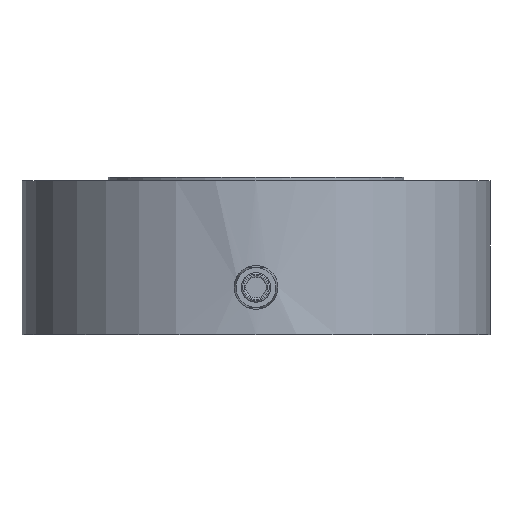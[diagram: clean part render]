
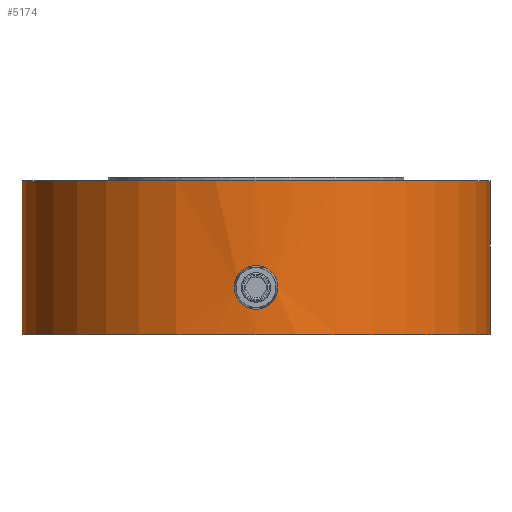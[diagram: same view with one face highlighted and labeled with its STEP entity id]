
A CAD part, front view. The second image highlights one B-rep face of the part: STEP entity #5174.
In plain terms, the highlighted cylindrical face has radius 37.846 mm (diameter 75.692 mm), a full revolution.
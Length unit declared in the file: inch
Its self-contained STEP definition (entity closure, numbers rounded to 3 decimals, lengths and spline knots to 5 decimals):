
#5091=CARTESIAN_POINT('',(4.08569,0.,-1.35363));
#5092=DIRECTION('',(0.0,0.0,-1.0));
#5093=DIRECTION('',(1.0,0.0,0.0));
#5094=AXIS2_PLACEMENT_3D('',#5091,#5092,#5093);
#5095=CYLINDRICAL_SURFACE('',#5094,1.49);
#5096=CARTESIAN_POINT('',(2.59569,0.,-0.86363));
#5097=VERTEX_POINT('',#5096);
#5098=CARTESIAN_POINT('',(4.08569,0.,-0.86363));
#5099=DIRECTION('',(0.0,0.0,-1.0));
#5100=DIRECTION('',(1.0,0.0,0.0));
#5101=AXIS2_PLACEMENT_3D('',#5098,#5099,#5100);
#5102=CIRCLE('',#5101,1.49);
#5103=EDGE_CURVE('',#5097,#5097,#5102,.T.);
#5104=ORIENTED_EDGE('',*,*,#5103,.T.);
#5105=EDGE_LOOP('',(#5104));
#5106=FACE_OUTER_BOUND('',#5105,.T.);
#5107=CARTESIAN_POINT('',(4.08569,-1.49,-1.41863));
#5108=VERTEX_POINT('',#5107);
#5109=CARTESIAN_POINT('',(4.08569,-1.49,-1.66863));
#5110=VERTEX_POINT('',#5109);
#5111=CARTESIAN_POINT('',(4.08569,-1.49,-1.41863));
#5112=CARTESIAN_POINT('',(4.0861,-1.49,-1.41866));
#5113=CARTESIAN_POINT('',(4.08651,-1.49,-1.4187));
#5114=CARTESIAN_POINT('',(4.10182,-1.48999,-1.4201));
#5115=CARTESIAN_POINT('',(4.11637,-1.48975,-1.42411));
#5116=CARTESIAN_POINT('',(4.1441,-1.48892,-1.43726));
#5117=CARTESIAN_POINT('',(4.15696,-1.48833,-1.44656));
#5118=CARTESIAN_POINT('',(4.17835,-1.48715,-1.46906));
#5119=CARTESIAN_POINT('',(4.18683,-1.48658,-1.48198));
#5120=CARTESIAN_POINT('',(4.19903,-1.4857,-1.51118));
#5121=CARTESIAN_POINT('',(4.20229,-1.48543,-1.5273));
#5122=CARTESIAN_POINT('',(4.20229,-1.48543,-1.55995));
#5123=CARTESIAN_POINT('',(4.19903,-1.4857,-1.57608));
#5124=CARTESIAN_POINT('',(4.18683,-1.48658,-1.60527));
#5125=CARTESIAN_POINT('',(4.17835,-1.48715,-1.6182));
#5126=CARTESIAN_POINT('',(4.15696,-1.48833,-1.64069));
#5127=CARTESIAN_POINT('',(4.1441,-1.48892,-1.65));
#5128=CARTESIAN_POINT('',(4.11637,-1.48975,-1.66315));
#5129=CARTESIAN_POINT('',(4.10182,-1.48999,-1.66715));
#5130=CARTESIAN_POINT('',(4.08651,-1.49,-1.66856));
#5131=CARTESIAN_POINT('',(4.0861,-1.49,-1.66859));
#5132=CARTESIAN_POINT('',(4.08569,-1.49,-1.66863));
#5133=B_SPLINE_CURVE_WITH_KNOTS('',3,(#5111,#5112,#5113,#5114,#5115,#5116,#5117,#5118,#5119,#5120,#5121,#5122,#5123,#5124,#5125,#5126,#5127,#5128,#5129,#5130,#5131,#5132),.UNSPECIFIED.,.F.,.U.,(4,2,2,2,2,2,2,2,2,2,4),(-0.00124,0.0,0.04489,0.09208,0.13808,0.18706,0.23603,0.28203,0.32922,0.37411,0.37535),.UNSPECIFIED.);
#5134=EDGE_CURVE('',#5108,#5110,#5133,.T.);
#5135=ORIENTED_EDGE('',*,*,#5134,.T.);
#5136=CARTESIAN_POINT('',(4.08569,-1.49,-1.66863));
#5137=CARTESIAN_POINT('',(4.08528,-1.49,-1.66859));
#5138=CARTESIAN_POINT('',(4.08487,-1.49,-1.66856));
#5139=CARTESIAN_POINT('',(4.06955,-1.48999,-1.66715));
#5140=CARTESIAN_POINT('',(4.055,-1.48975,-1.66315));
#5141=CARTESIAN_POINT('',(4.02728,-1.48892,-1.65));
#5142=CARTESIAN_POINT('',(4.01441,-1.48833,-1.64069));
#5143=CARTESIAN_POINT('',(3.99303,-1.48715,-1.6182));
#5144=CARTESIAN_POINT('',(3.98455,-1.48658,-1.60527));
#5145=CARTESIAN_POINT('',(3.97235,-1.4857,-1.57608));
#5146=CARTESIAN_POINT('',(3.96909,-1.48543,-1.55995));
#5147=CARTESIAN_POINT('',(3.96909,-1.48543,-1.5273));
#5148=CARTESIAN_POINT('',(3.97235,-1.4857,-1.51118));
#5149=CARTESIAN_POINT('',(3.98455,-1.48658,-1.48198));
#5150=CARTESIAN_POINT('',(3.99303,-1.48715,-1.46906));
#5151=CARTESIAN_POINT('',(4.01441,-1.48833,-1.44656));
#5152=CARTESIAN_POINT('',(4.02728,-1.48892,-1.43726));
#5153=CARTESIAN_POINT('',(4.055,-1.48975,-1.42411));
#5154=CARTESIAN_POINT('',(4.06955,-1.48999,-1.4201));
#5155=CARTESIAN_POINT('',(4.08487,-1.49,-1.4187));
#5156=CARTESIAN_POINT('',(4.08528,-1.49,-1.41866));
#5157=CARTESIAN_POINT('',(4.08569,-1.49,-1.41863));
#5158=B_SPLINE_CURVE_WITH_KNOTS('',3,(#5136,#5137,#5138,#5139,#5140,#5141,#5142,#5143,#5144,#5145,#5146,#5147,#5148,#5149,#5150,#5151,#5152,#5153,#5154,#5155,#5156,#5157),.UNSPECIFIED.,.F.,.U.,(4,2,2,2,2,2,2,2,2,2,4),(-0.00124,0.0,0.04489,0.09208,0.13808,0.18706,0.23603,0.28203,0.32922,0.37411,0.37535),.UNSPECIFIED.);
#5159=EDGE_CURVE('',#5110,#5108,#5158,.T.);
#5160=ORIENTED_EDGE('',*,*,#5159,.T.);
#5161=EDGE_LOOP('',(#5135,#5160));
#5162=FACE_BOUND('',#5161,.T.);
#5163=CARTESIAN_POINT('',(2.59569,0.,-1.84363));
#5164=VERTEX_POINT('',#5163);
#5165=CARTESIAN_POINT('',(4.08569,0.,-1.84363));
#5166=DIRECTION('',(0.0,0.0,-1.0));
#5167=DIRECTION('',(1.0,0.0,0.0));
#5168=AXIS2_PLACEMENT_3D('',#5165,#5166,#5167);
#5169=CIRCLE('',#5168,1.49);
#5170=EDGE_CURVE('',#5164,#5164,#5169,.T.);
#5171=ORIENTED_EDGE('',*,*,#5170,.F.);
#5172=EDGE_LOOP('',(#5171));
#5173=FACE_BOUND('',#5172,.T.);
#5174=ADVANCED_FACE('',(#5106,#5162,#5173),#5095,.T.);
